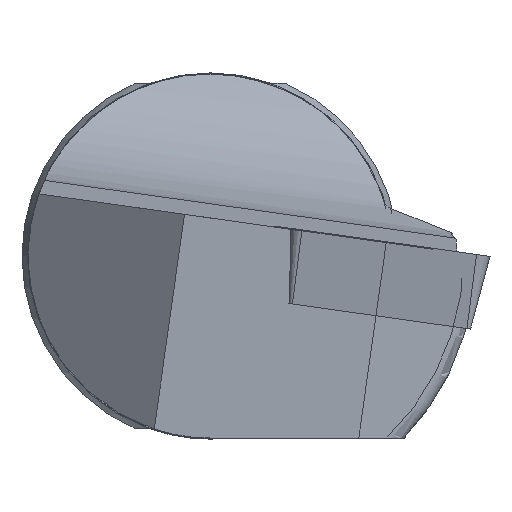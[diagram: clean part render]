
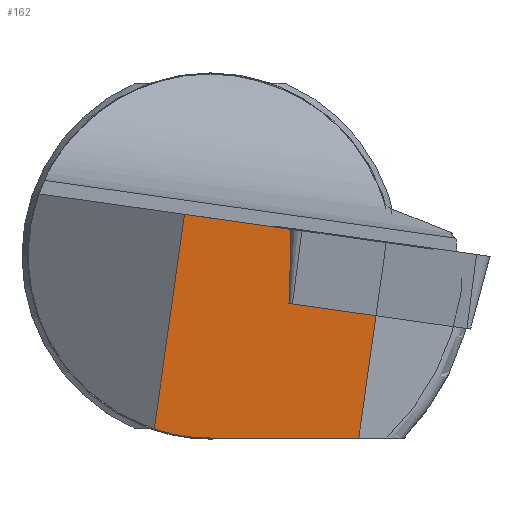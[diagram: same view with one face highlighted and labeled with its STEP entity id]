
A CAD part, left-side view. The second image highlights one B-rep face of the part: STEP entity #162.
In plain terms, the highlighted planar face has unit normal (-0.996, 0.086, 0.012).
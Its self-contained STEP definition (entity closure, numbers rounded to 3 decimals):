
#26=ELLIPSE('',#690,5.822,5.8);
#162=ADVANCED_FACE('',(#210),#186,.F.);
#186=PLANE('',#691);
#210=FACE_OUTER_BOUND('',#252,.T.);
#252=EDGE_LOOP('',(#371,#372,#373,#374,#375));
#371=ORIENTED_EDGE('',*,*,#552,.F.);
#372=ORIENTED_EDGE('',*,*,#526,.T.);
#373=ORIENTED_EDGE('',*,*,#549,.T.);
#374=ORIENTED_EDGE('',*,*,#551,.F.);
#375=ORIENTED_EDGE('',*,*,#553,.F.);
#460=VERTEX_POINT('',#969);
#461=VERTEX_POINT('',#970);
#477=VERTEX_POINT('',#1080);
#478=VERTEX_POINT('',#1084);
#479=VERTEX_POINT('',#1088);
#526=EDGE_CURVE('',#460,#461,#591,.T.);
#549=EDGE_CURVE('',#461,#477,#598,.T.);
#551=EDGE_CURVE('',#478,#477,#599,.T.);
#552=EDGE_CURVE('',#460,#479,#600,.T.);
#553=EDGE_CURVE('',#479,#478,#26,.T.);
#591=LINE('',#968,#624);
#598=LINE('',#1081,#631);
#599=LINE('',#1085,#632);
#600=LINE('',#1087,#633);
#624=VECTOR('',#799,1.);
#631=VECTOR('',#832,1.);
#632=VECTOR('',#837,1.);
#633=VECTOR('',#840,1.);
#690=AXIS2_PLACEMENT_3D('',#1089,#841,#842);
#691=AXIS2_PLACEMENT_3D('',#1090,#843,#844);
#799=DIRECTION('',(0.,-0.139,0.99));
#832=DIRECTION('',(0.087,0.986,0.139));
#837=DIRECTION('',(0.,-0.139,0.99));
#840=DIRECTION('',(0.086,0.996,0.));
#841=DIRECTION('',(0.996,-0.086,-0.012));
#842=DIRECTION('',(-0.087,-0.986,-0.139));
#843=DIRECTION('',(0.996,-0.086,-0.012));
#844=DIRECTION('',(0.086,0.996,0.));
#968=CARTESIAN_POINT('',(0.675,10.271,-48.826));
#969=CARTESIAN_POINT('',(0.675,4.221,-5.784));
#970=CARTESIAN_POINT('',(0.675,3.347,0.44));
#1080=CARTESIAN_POINT('',(1.244,9.778,1.344));
#1081=CARTESIAN_POINT('',(0.675,3.347,0.44));
#1084=CARTESIAN_POINT('',(1.244,10.74,-5.502));
#1085=CARTESIAN_POINT('',(1.244,16.701,-47.922));
#1087=CARTESIAN_POINT('',(1.196,10.226,-5.784));
#1088=CARTESIAN_POINT('',(1.085,8.954,-5.784));
#1089=CARTESIAN_POINT('',(1.156,8.954,0.016));
#1090=CARTESIAN_POINT('',(0.675,10.271,-48.826));
